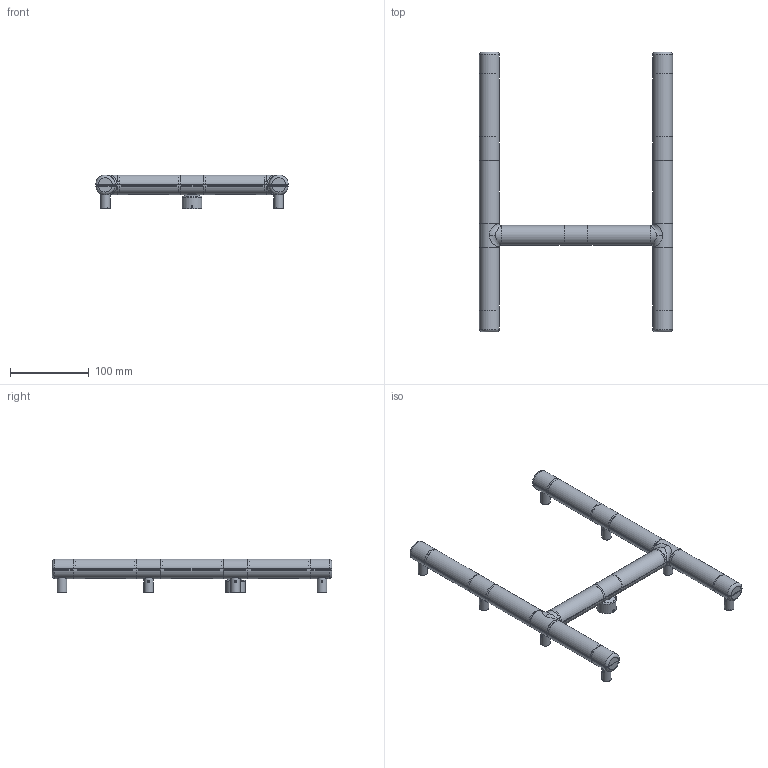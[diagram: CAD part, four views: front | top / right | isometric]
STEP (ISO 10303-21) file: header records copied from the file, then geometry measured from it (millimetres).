
FILE_DESCRIPTION(/* description */ (''),/* implementation_level */ '2;1');
FILE_NAME(/* name */ '1215H00_--A.O.L. L.M. LETTERA H.stp',/* time_stamp */ '2023-07-26T09:13:28+02:00',/* author */ (''),/* organization */ (''),/* preprocessor_version */ 'ST-DEVELOPER v19.3',/* originating_system */ 'SIEMENS PLM Software NX2212.5000',/* authorisation */ '');
FILE_SCHEMA (('AUTOMOTIVE_DESIGN { 1 0 10303 214 3 1 1 1 }'));
Length unit declared in the file: millimetre
Products named in the file (1): -_objects
Bounding box: 244.8 x 354.7 x 43 mm (x, y, z)
Volume: 208181.8 mm3; surface area: 186491.9 mm2
Topology: 52 solids, 52 shells, 3079 faces, 8105 edges, 5254 vertices
Faces by surface type: plane 1209, cylinder 718, cone 487, bspline 399, torus 266
Full cylindrical faces by diameter (mm): 1.5 x32, 2.05 x10, 2.125 x16, 2.7 x16, 3.2 x8, 4 x1, 4.1 x8, 5.3 x8, 6.8 x8, 7.6 x8, 8.4 x1, 9 x8, 10 x1, 12 x10, 17.6 x1, 19.4 x1, 21.6 x2, 22 x1, 25 x1
Entity records: 124986 total; most frequent: CARTESIAN_POINT 50468, DIRECTION 15500, ORIENTED_EDGE 15394, EDGE_CURVE 7697, AXIS2_PLACEMENT_3D 5938, VERTEX_POINT 5117, LINE 3624, VECTOR 3624
